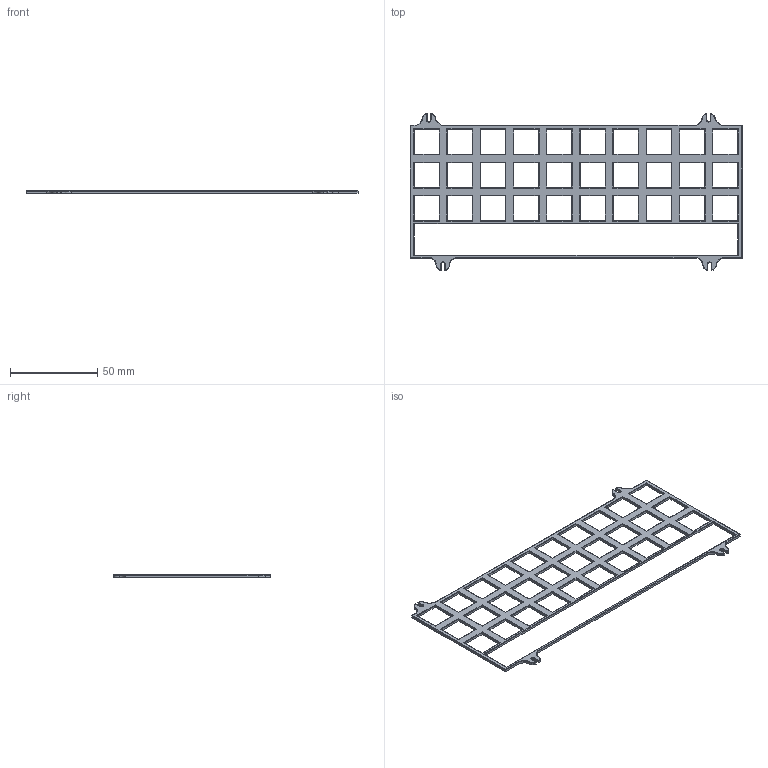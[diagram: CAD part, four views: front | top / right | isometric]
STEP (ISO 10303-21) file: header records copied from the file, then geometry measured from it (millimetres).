
FILE_DESCRIPTION(/* description */ ('','CAx-IF Rec.Pracs.---Representation and Presentation of Product Manufacturing Information (PMI)---4.0---2014-10-13'),/* implementation_level */ '2;1');
FILE_NAME(/* name */ 'Universal plate.step',/* time_stamp */ '2024-12-05T10:21:28+02:00',/* author */ (''),/* organization */ (''),/* preprocessor_version */ 'ST-DEVELOPER v20',/* originating_system */ 'Autodesk Translation Framework v13.20.0.188',/* authorisation */ '');
FILE_SCHEMA (('AP242_MANAGED_MODEL_BASED_3D_ENGINEERING_MIM_LF { 1 0 10303 442 1 1 4 }'));
Length unit declared in the file: millimetre
Products named in the file (1): Universal plate
Bounding box: 190.5 x 90.25 x 1.5 mm (x, y, z)
Volume: 7614.8 mm3; surface area: 14009.9 mm2
Topology: 1 solids, 1 shells, 347 faces, 854 edges, 509 vertices
Faces by surface type: cylinder 165, plane 146, bspline 16, torus 12, sphere 8
Entity records: 11120 total; most frequent: CARTESIAN_POINT 2832, ORIENTED_EDGE 1708, DIRECTION 1685, EDGE_CURVE 854, LINE 605, VECTOR 605, AXIS2_PLACEMENT_3D 540, VERTEX_POINT 509
